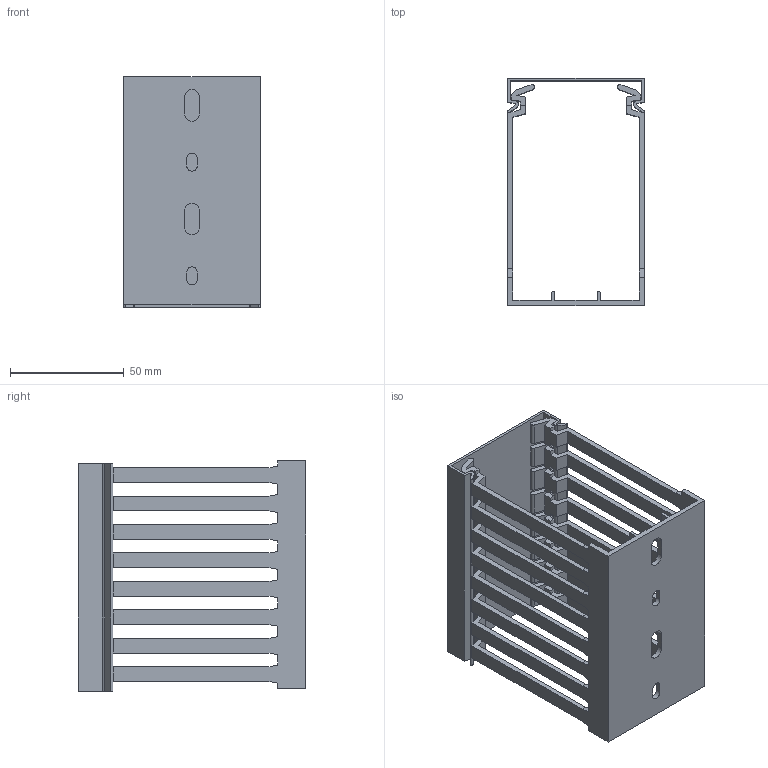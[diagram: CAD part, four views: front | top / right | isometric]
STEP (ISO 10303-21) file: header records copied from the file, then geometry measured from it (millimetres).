
FILE_DESCRIPTION((''),'2;1');
FILE_NAME('HA7100060_ASM','2022-04-08T08:54:17',('pfeiferc'),(''),'CREO PARAMETRIC BY PTC INC, 2021184','CREO PARAMETRIC BY PTC INC, 2021184','');
FILE_SCHEMA(('AUTOMOTIVE_DESIGN { 1 0 10303 214 1 1 1 1 }'));
Length unit declared in the file: millimetre
Products named in the file (3): PROXY_13955-M; PROXY_21057-M; HA7100060_ASM
Assembly tree (2 placements, depth 2):
  HA7100060_ASM
    PROXY_13955-M
    PROXY_21057-M
Bounding box: 60.1 x 100 x 101.25 mm (x, y, z)
Volume: 56106.3 mm3; surface area: 67463.5 mm2
Topology: 2 solids, 2 shells, 360 faces, 1068 edges, 712 vertices
Faces by surface type: plane 314, cylinder 46
Entity records: 16934 total; most frequent: CARTESIAN_POINT 2297, ORIENTED_EDGE 2136, DIRECTION 2114, EDGE_CURVE 1068, PRESENTATION_STYLE_ASSIGNMENT 1024, STYLED_ITEM 1024, CURVE_STYLE 1023, VECTOR 987
